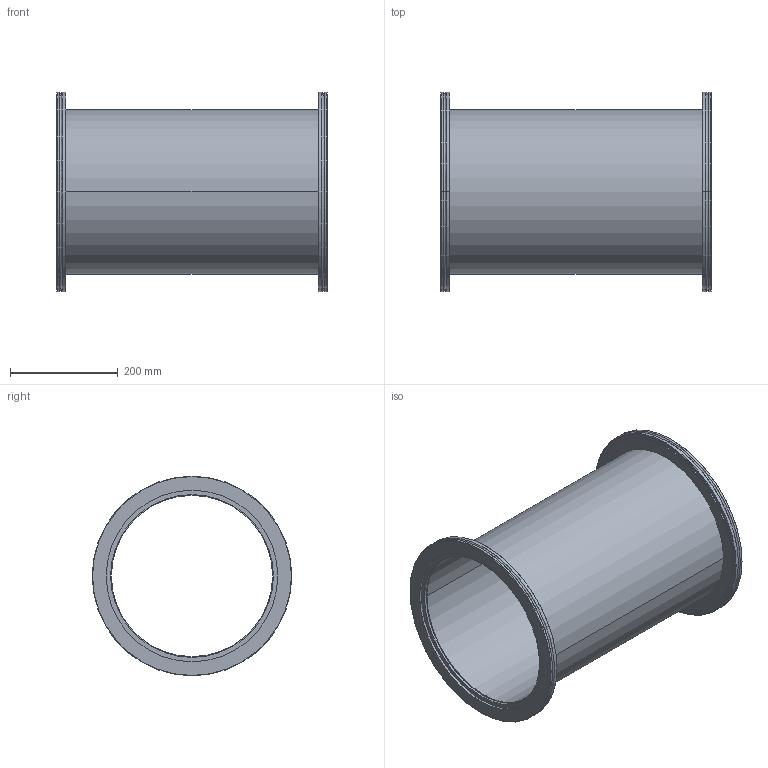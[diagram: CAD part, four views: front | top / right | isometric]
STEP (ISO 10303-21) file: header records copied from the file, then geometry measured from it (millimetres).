
FILE_DESCRIPTION (( 'STEP AP214' ), '1' );
FILE_NAME ('2N-ISO-320-OF.STEP', '2009-09-03T22:08:29', ( '' ), ( '' ), 'SwSTEP 2.0', 'SolidWorks 2007', '' );
FILE_SCHEMA (( 'AUTOMOTIVE_DESIGN' ));
Length unit declared in the file: inch
Products named in the file (1): 2N-ISO-320-OF
Bounding box: 501.9 x 370 x 370 mm (x, y, z)
Volume: 2472608.9 mm3; surface area: 1151279.3 mm2
Topology: 3 solids, 3 shells, 60 faces, 122 edges, 76 vertices
Faces by surface type: cylinder 32, plane 14, cone 10, bspline 4
Entity records: 2483 total; most frequent: CARTESIAN_POINT 319, DIRECTION 316, ORIENTED_EDGE 244, AXIS2_PLACEMENT_3D 137, EDGE_CURVE 122, CIRCLE 80, VERTEX_POINT 76, EDGE_LOOP 74
